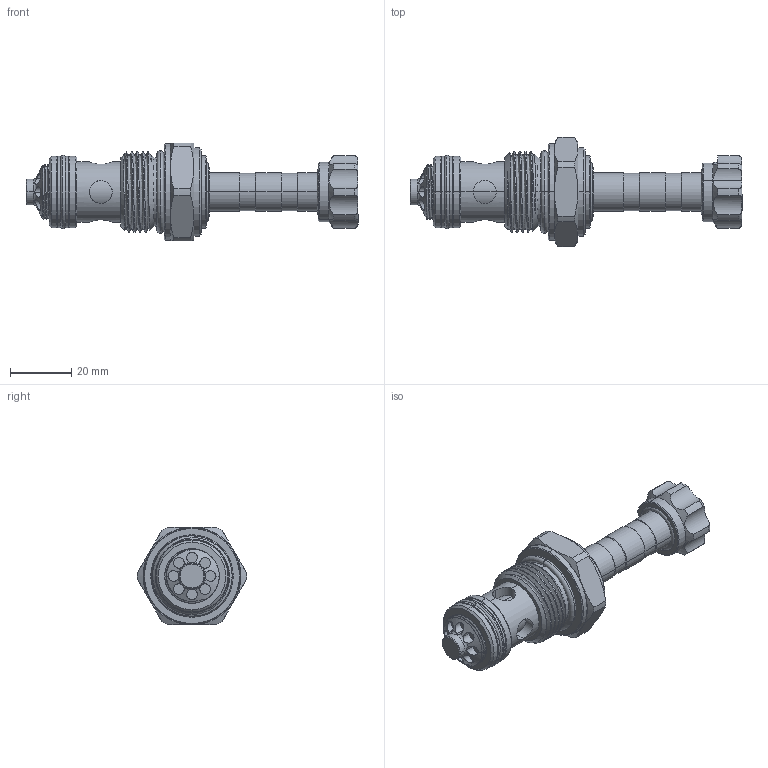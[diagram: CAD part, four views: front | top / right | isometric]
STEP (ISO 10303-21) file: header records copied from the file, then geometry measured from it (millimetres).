
FILE_DESCRIPTION (( 'STEP AP203' ), '1' );
FILE_NAME ('EP17E2A11N05.STEP', '2016-08-24T08:33:59', ( '' ), ( '' ), 'SwSTEP 2.0', 'SolidWorks 2012', '' );
FILE_SCHEMA (( 'CONFIG_CONTROL_DESIGN' ));
Length unit declared in the file: millimetre
Products named in the file (1): EP17E2A11N05
Bounding box: 108.75 x 35.79 x 32 mm (x, y, z)
Volume: 35165.4 mm3; surface area: 12484.3 mm2
Topology: 5 solids, 5 shells, 251 faces, 597 edges, 369 vertices
Faces by surface type: cylinder 122, cone 56, plane 37, torus 32, bspline 4
Entity records: 12504 total; most frequent: CARTESIAN_POINT 6748, DIRECTION 1206, ORIENTED_EDGE 1194, EDGE_CURVE 597, AXIS2_PLACEMENT_3D 519, VERTEX_POINT 369, EDGE_LOOP 274, CIRCLE 271
